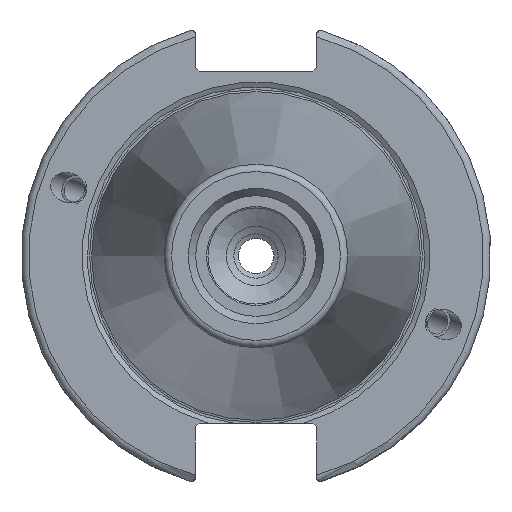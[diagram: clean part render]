
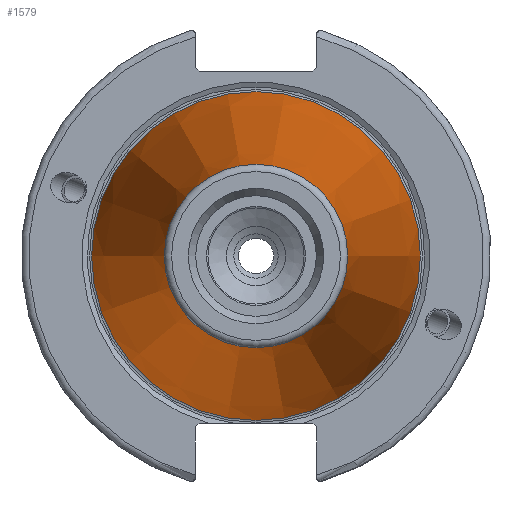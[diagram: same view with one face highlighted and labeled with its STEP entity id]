
A CAD part, left-side view. The second image highlights one B-rep face of the part: STEP entity #1579.
In plain terms, the highlighted conical face has half-angle 8.297 degrees and reference radius 17.248 mm.
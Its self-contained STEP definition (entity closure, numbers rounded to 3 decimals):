
#239=LINE('',#2975,#337);
#337=VECTOR('',#2161,17.248);
#368=CONICAL_SURFACE('',#1766,17.248,0.145);
#431=FACE_OUTER_BOUND('',#531,.T.);
#531=EDGE_LOOP('',(#1362,#1363,#1364,#1365,#1366));
#619=CIRCLE('',#1760,12.397);
#620=CIRCLE('',#1761,12.397);
#624=CIRCLE('',#1767,22.225);
#777=VERTEX_POINT('',#2962);
#778=VERTEX_POINT('',#2963);
#781=VERTEX_POINT('',#2973);
#988=EDGE_CURVE('',#777,#778,#619,.T.);
#989=EDGE_CURVE('',#778,#777,#620,.T.);
#993=EDGE_CURVE('',#781,#781,#624,.T.);
#994=EDGE_CURVE('',#781,#778,#239,.T.);
#1362=ORIENTED_EDGE('',*,*,#993,.F.);
#1363=ORIENTED_EDGE('',*,*,#994,.T.);
#1364=ORIENTED_EDGE('',*,*,#988,.F.);
#1365=ORIENTED_EDGE('',*,*,#989,.F.);
#1366=ORIENTED_EDGE('',*,*,#994,.F.);
#1579=ADVANCED_FACE('',(#431),#368,.T.);
#1760=AXIS2_PLACEMENT_3D('',#2964,#2145,#2146);
#1761=AXIS2_PLACEMENT_3D('',#2965,#2147,#2148);
#1766=AXIS2_PLACEMENT_3D('',#2972,#2157,#2158);
#1767=AXIS2_PLACEMENT_3D('',#2974,#2159,#2160);
#2145=DIRECTION('center_axis',(-1.,0.,0.));
#2146=DIRECTION('ref_axis',(0.,-1.,0.));
#2147=DIRECTION('center_axis',(-1.,0.,0.));
#2148=DIRECTION('ref_axis',(0.,-1.,0.));
#2157=DIRECTION('center_axis',(1.,0.,0.));
#2158=DIRECTION('ref_axis',(0.,1.,0.));
#2159=DIRECTION('center_axis',(1.,0.,0.));
#2160=DIRECTION('ref_axis',(0.,0.,-1.));
#2161=DIRECTION('',(-0.99,0.144,0.));
#2962=CARTESIAN_POINT('',(-67.394,0.,12.397));
#2963=CARTESIAN_POINT('',(-67.394,-12.397,0.));
#2964=CARTESIAN_POINT('Origin',(-67.394,0.,0.));
#2965=CARTESIAN_POINT('Origin',(-67.394,0.,0.));
#2972=CARTESIAN_POINT('Origin',(-34.125,0.,0.));
#2973=CARTESIAN_POINT('',(0.,-22.225,0.));
#2974=CARTESIAN_POINT('Origin',(0.,0.,0.));
#2975=CARTESIAN_POINT('',(-34.125,-17.248,0.));
